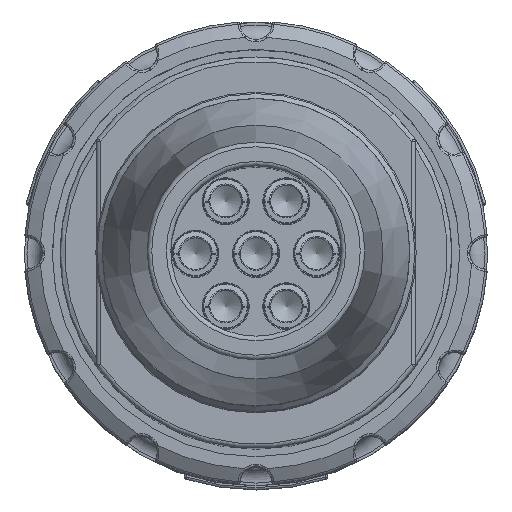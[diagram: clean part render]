
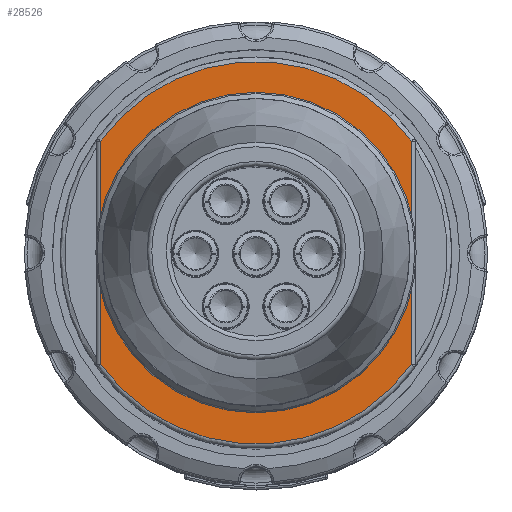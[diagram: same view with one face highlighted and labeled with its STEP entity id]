
A CAD part, top view. The second image highlights one B-rep face of the part: STEP entity #28526.
In plain terms, the highlighted face is planar.
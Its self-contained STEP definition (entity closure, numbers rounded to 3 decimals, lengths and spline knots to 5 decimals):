
#2759=FACE_BOUND('',#7404,.T.);
#3855=PLANE('',#31529);
#5456=FACE_OUTER_BOUND('',#7403,.T.);
#7403=EDGE_LOOP('',(#24921,#24922,#24923,#24924));
#7404=EDGE_LOOP('',(#24925,#24926));
#8396=LINE('',#94840,#9249);
#8400=LINE('',#94889,#9253);
#9249=VECTOR('',#37823,0.3937);
#9253=VECTOR('',#37845,0.3937);
#10942=CIRCLE('',#31516,0.21125);
#10944=CIRCLE('',#31520,0.21125);
#10946=CIRCLE('',#31530,0.1535);
#10947=CIRCLE('',#31531,0.1535);
#13348=VERTEX_POINT('',#94805);
#13351=VERTEX_POINT('',#94812);
#13353=VERTEX_POINT('',#94819);
#13354=VERTEX_POINT('',#94823);
#13364=VERTEX_POINT('',#94927);
#13365=VERTEX_POINT('',#94928);
#17246=EDGE_CURVE('',#13354,#13353,#8396,.T.);
#17248=EDGE_CURVE('',#13351,#13354,#10942,.T.);
#17253=EDGE_CURVE('',#13353,#13348,#10944,.T.);
#17257=EDGE_CURVE('',#13348,#13351,#8400,.T.);
#17266=EDGE_CURVE('',#13364,#13365,#10946,.T.);
#17267=EDGE_CURVE('',#13365,#13364,#10947,.T.);
#24921=ORIENTED_EDGE('',*,*,#17246,.F.);
#24922=ORIENTED_EDGE('',*,*,#17248,.F.);
#24923=ORIENTED_EDGE('',*,*,#17257,.F.);
#24924=ORIENTED_EDGE('',*,*,#17253,.F.);
#24925=ORIENTED_EDGE('',*,*,#17266,.T.);
#24926=ORIENTED_EDGE('',*,*,#17267,.T.);
#28526=ADVANCED_FACE('',(#5456,#2759),#3855,.F.);
#31516=AXIS2_PLACEMENT_3D('',#94843,#37827,#37828);
#31520=AXIS2_PLACEMENT_3D('',#94874,#37835,#37836);
#31529=AXIS2_PLACEMENT_3D('',#94926,#37860,#37861);
#31530=AXIS2_PLACEMENT_3D('',#94929,#37862,#37863);
#31531=AXIS2_PLACEMENT_3D('',#94930,#37864,#37865);
#37823=DIRECTION('',(-1.,0.,0.));
#37827=DIRECTION('center_axis',(0.,0.,1.));
#37828=DIRECTION('ref_axis',(1.,0.,0.));
#37835=DIRECTION('center_axis',(0.,0.,1.));
#37836=DIRECTION('ref_axis',(-1.,0.,0.));
#37845=DIRECTION('',(1.,0.,0.));
#37860=DIRECTION('center_axis',(0.,0.,1.));
#37861=DIRECTION('ref_axis',(1.,0.,0.));
#37862=DIRECTION('center_axis',(0.,0.,1.));
#37863=DIRECTION('ref_axis',(0.,1.,0.));
#37864=DIRECTION('center_axis',(0.,0.,1.));
#37865=DIRECTION('ref_axis',(0.,1.,0.));
#94805=CARTESIAN_POINT('',(-0.12335,-0.1715,0.1705));
#94812=CARTESIAN_POINT('',(0.12335,-0.1715,0.1705));
#94819=CARTESIAN_POINT('',(-0.12335,0.1715,0.1705));
#94823=CARTESIAN_POINT('',(0.12335,0.1715,0.1705));
#94840=CARTESIAN_POINT('',(0.06247,0.1715,0.1705));
#94843=CARTESIAN_POINT('Origin',(0.,0.,0.1705));
#94874=CARTESIAN_POINT('Origin',(0.,0.,0.1705));
#94889=CARTESIAN_POINT('',(-0.06247,-0.1715,0.1705));
#94926=CARTESIAN_POINT('Origin',(0.,0.18488,0.1705));
#94927=CARTESIAN_POINT('',(0.,0.1535,0.1705));
#94928=CARTESIAN_POINT('',(0.,-0.1535,0.1705));
#94929=CARTESIAN_POINT('Origin',(0.,0.,0.1705));
#94930=CARTESIAN_POINT('Origin',(0.,0.,0.1705));
